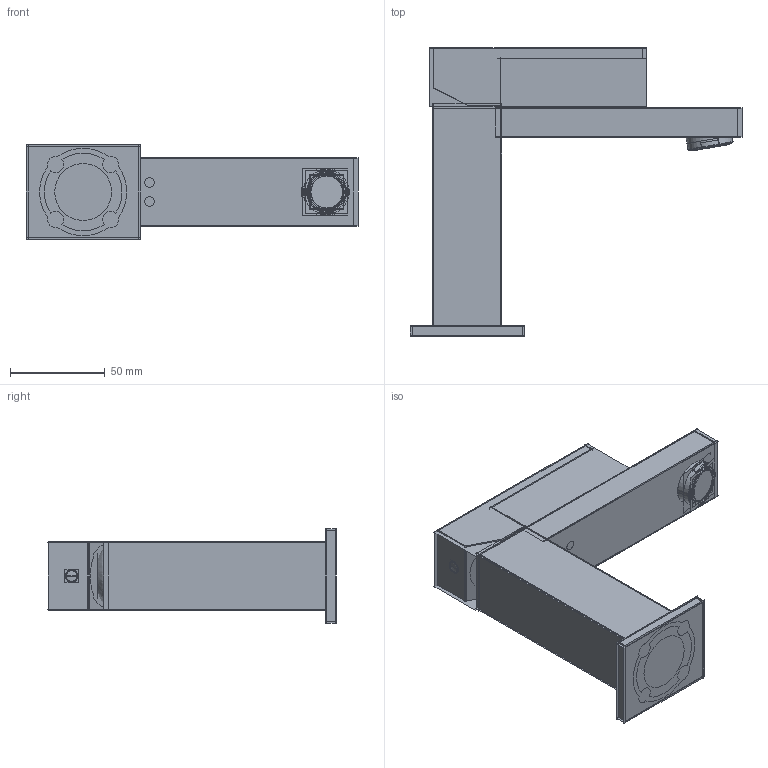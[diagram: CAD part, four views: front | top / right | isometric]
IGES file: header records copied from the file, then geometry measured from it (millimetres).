
Start section:  PTC IGES file: 20002.igs
Global section: file name: 20002.igs; native system: Pro/ENGINEER by Parametric Technology Corporation; preprocessor: 2005450; author: acalzoni; organization: Unknown; date: 080910.113806; units: millimetre
Bounding box: 175.16 x 152.22 x 49.92 mm (x, y, z)
Surface area: 131697.1 mm2 (no closed solid volume)
Topology: 0 solids, 0 shells, 128 faces, 1801 edges, 2375 vertices
Faces by surface type: bspline 82, revolution 46
